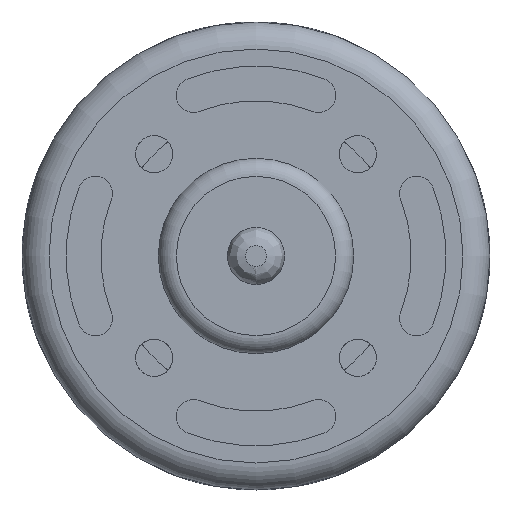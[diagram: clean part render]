
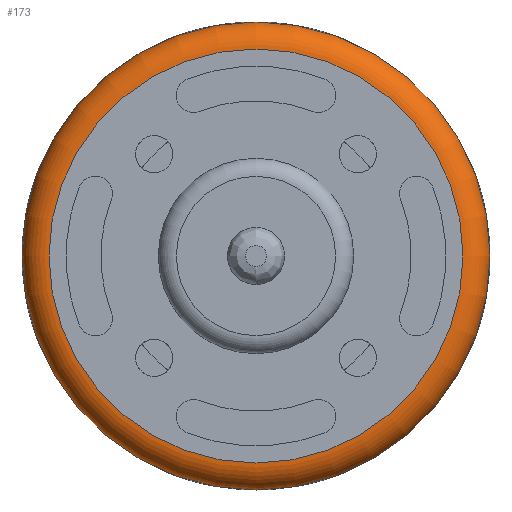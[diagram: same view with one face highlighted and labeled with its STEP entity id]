
A CAD part, left-side view. The second image highlights one B-rep face of the part: STEP entity #173.
In plain terms, the highlighted toroidal (fillet/blend) face has major radius 23 mm and minor radius 3 mm.
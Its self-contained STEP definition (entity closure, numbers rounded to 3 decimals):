
#173 = ADVANCED_FACE( '', ( #393, #394 ), #395, .T. );
#393 = FACE_OUTER_BOUND( '', #716, .T. );
#394 = FACE_OUTER_BOUND( '', #717, .T. );
#395 = TOROIDAL_SURFACE( '', #718, 23., 3. );
#716 = EDGE_LOOP( '', ( #1147 ) );
#717 = EDGE_LOOP( '', ( #1148 ) );
#718 = AXIS2_PLACEMENT_3D( '', #1149, #1150, #1151 );
#1147 = ORIENTED_EDGE( '', *, *, #1722, .F. );
#1148 = ORIENTED_EDGE( '', *, *, #1723, .F. );
#1149 = CARTESIAN_POINT( '', ( -66., 0., 0. ) );
#1150 = DIRECTION( '', ( 1., 0., 0. ) );
#1151 = DIRECTION( '', ( 0., 0., -1. ) );
#1722 = EDGE_CURVE( '', #2086, #2086, #2087, .T. );
#1723 = EDGE_CURVE( '', #2088, #2088, #2089, .F. );
#2086 = VERTEX_POINT( '', #2879 );
#2087 = CIRCLE( '', #2880, 26. );
#2088 = VERTEX_POINT( '', #2881 );
#2089 = CIRCLE( '', #2882, 23. );
#2879 = CARTESIAN_POINT( '', ( -66., 0., -26. ) );
#2880 = AXIS2_PLACEMENT_3D( '', #3475, #3476, #3477 );
#2881 = CARTESIAN_POINT( '', ( -69., 0., -23. ) );
#2882 = AXIS2_PLACEMENT_3D( '', #3478, #3479, #3480 );
#3475 = CARTESIAN_POINT( '', ( -66., 0., 0. ) );
#3476 = DIRECTION( '', ( 1., 0., 0. ) );
#3477 = DIRECTION( '', ( 0., 0., -1. ) );
#3478 = CARTESIAN_POINT( '', ( -69., 0., 0. ) );
#3479 = DIRECTION( '', ( 1., 0., 0. ) );
#3480 = DIRECTION( '', ( 0., 0., -1. ) );
